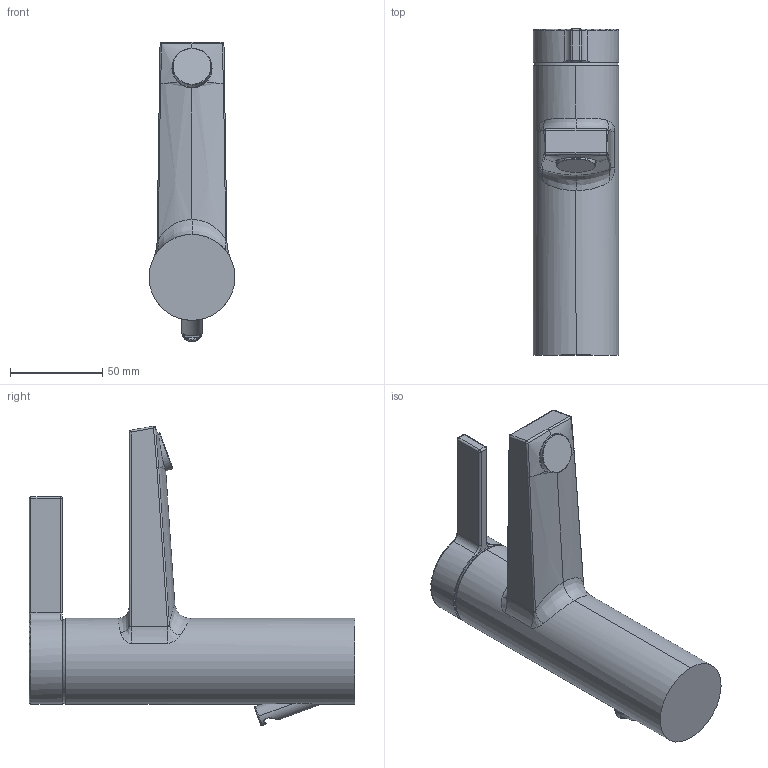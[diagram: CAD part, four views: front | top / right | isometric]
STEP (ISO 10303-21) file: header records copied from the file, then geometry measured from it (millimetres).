
FILE_DESCRIPTION (( 'STEP AP203' ), '1' );
FILE_NAME ('57542203.STEP', '2018-01-23T06:26:28', ( '' ), ( '' ), 'SwSTEP 2.0', 'SolidWorks 2016', '' );
FILE_SCHEMA (( 'CONFIG_CONTROL_DESIGN' ));
Length unit declared in the file: millimetre
Products named in the file (1): 57542203
Bounding box: 46.5 x 176.3 x 162.05 mm (x, y, z)
Volume: 387117.6 mm3; surface area: 43845.8 mm2
Topology: 1 solids, 1 shells, 93 faces, 224 edges, 132 vertices
Faces by surface type: bspline 34, cylinder 28, plane 16, sphere 8, torus 7
Entity records: 7935 total; most frequent: CARTESIAN_POINT 6019, ORIENTED_EDGE 428, DIRECTION 304, EDGE_CURVE 214, AXIS2_PLACEMENT_3D 129, VERTEX_POINT 128, EDGE_LOOP 98, B_SPLINE_CURVE_WITH_KNOTS 96
